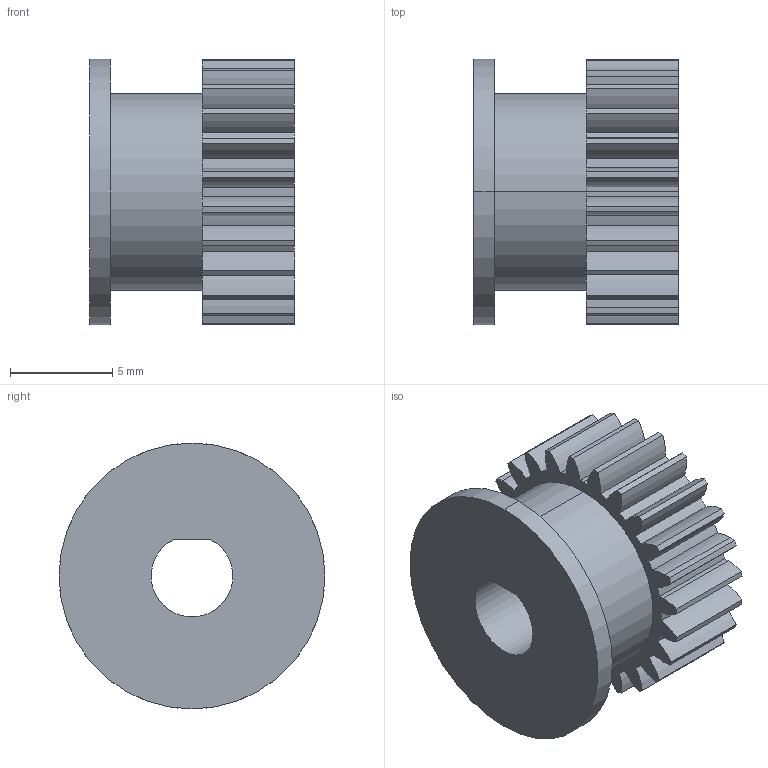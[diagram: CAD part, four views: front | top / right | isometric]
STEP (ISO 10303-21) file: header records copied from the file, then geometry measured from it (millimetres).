
FILE_DESCRIPTION (( 'STEP AP203' ), '1' );
FILE_NAME ('gear 0.5M 24T 5FW-pulley 2GT-162.STEP', '2018-03-25T11:54:50', ( '' ), ( '' ), 'SwSTEP 2.0', 'SolidWorks 2016', '' );
FILE_SCHEMA (( 'CONFIG_CONTROL_DESIGN' ));
Length unit declared in the file: millimetre
Products named in the file (1): gear 0.5M 24T 5FW-pulley 2GT-162
Bounding box: 10 x 13 x 13 mm (x, y, z)
Volume: 829 mm3; surface area: 958.7 mm2
Topology: 1 solids, 1 shells, 111 faces, 321 edges, 214 vertices
Faces by surface type: cylinder 106, plane 5
Entity records: 3868 total; most frequent: DIRECTION 757, CARTESIAN_POINT 647, ORIENTED_EDGE 642, AXIS2_PLACEMENT_3D 324, EDGE_CURVE 321, VERTEX_POINT 214, CIRCLE 212, EDGE_LOOP 115
